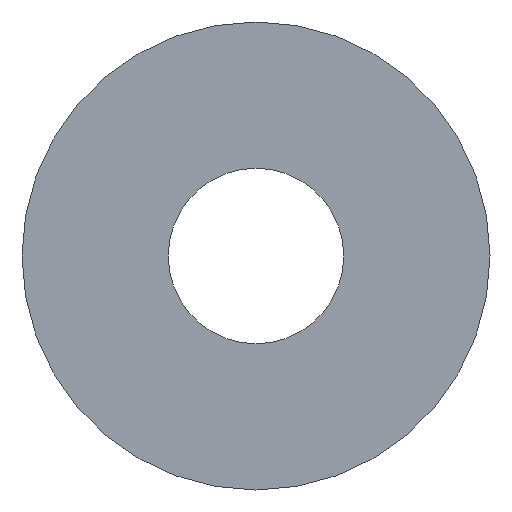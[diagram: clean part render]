
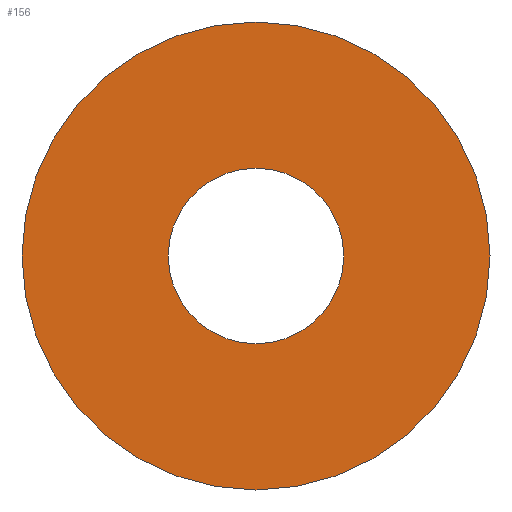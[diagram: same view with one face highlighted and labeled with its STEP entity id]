
A CAD part, left-side view. The second image highlights one B-rep face of the part: STEP entity #156.
In plain terms, the highlighted planar face has unit normal (-1, 0, 0).
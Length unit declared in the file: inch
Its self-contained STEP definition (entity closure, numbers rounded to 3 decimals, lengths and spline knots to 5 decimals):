
#2 = CIRCLE ( 'NONE', #107, 0.125 ) ;
#17 = FACE_BOUND ( 'NONE', #99, .T. ) ;
#25 = ORIENTED_EDGE ( 'NONE', *, *, #121, .T. ) ;
#29 = ORIENTED_EDGE ( 'NONE', *, *, #141, .T. ) ;
#46 = FACE_OUTER_BOUND ( 'NONE', #83, .T. ) ;
#62 = CIRCLE ( 'NONE', #140, 0.04687 ) ;
#63 = CIRCLE ( 'NONE', #124, 0.125 ) ;
#66 = ORIENTED_EDGE ( 'NONE', *, *, #117, .F. ) ;
#75 = ORIENTED_EDGE ( 'NONE', *, *, #123, .F. ) ;
#83 = EDGE_LOOP ( 'NONE', ( #75, #66 ) ) ;
#86 = CIRCLE ( 'NONE', #113, 0.04687 ) ;
#99 = EDGE_LOOP ( 'NONE', ( #29, #25 ) ) ;
#107 = AXIS2_PLACEMENT_3D ( 'NONE', #202, #200, #199 ) ;
#113 = AXIS2_PLACEMENT_3D ( 'NONE', #198, #207, #205 ) ;
#117 = EDGE_CURVE ( 'NONE', #213, #220, #2, .T. ) ;
#121 = EDGE_CURVE ( 'NONE', #224, #221, #62, .T. ) ;
#123 = EDGE_CURVE ( 'NONE', #220, #213, #63, .T. ) ;
#124 = AXIS2_PLACEMENT_3D ( 'NONE', #195, #196, #197 ) ;
#130 = AXIS2_PLACEMENT_3D ( 'NONE', #175, #172, #171 ) ;
#140 = AXIS2_PLACEMENT_3D ( 'NONE', #201, #192, #194 ) ;
#141 = EDGE_CURVE ( 'NONE', #221, #224, #86, .T. ) ;
#156 = ADVANCED_FACE ( 'NONE', ( #46, #17 ), #176, .F. ) ;
#167 = CARTESIAN_POINT ( 'NONE',  ( 0., 0., -0.04687 ) ) ;
#169 = CARTESIAN_POINT ( 'NONE',  ( 0., 0., 0.04687 ) ) ;
#171 = DIRECTION ( 'NONE',  ( 0., 0., -1. ) ) ;
#172 = DIRECTION ( 'NONE',  ( 1., 0., 0. ) ) ;
#173 = CARTESIAN_POINT ( 'NONE',  ( 0., 0., -0.125 ) ) ;
#175 = CARTESIAN_POINT ( 'NONE',  ( 0., 0., 0. ) ) ;
#176 = PLANE ( 'NONE',  #130 ) ;
#188 = CARTESIAN_POINT ( 'NONE',  ( 0., 0., 0.125 ) ) ;
#192 = DIRECTION ( 'NONE',  ( 1., 0., 0. ) ) ;
#194 = DIRECTION ( 'NONE',  ( 0., 0., -1. ) ) ;
#195 = CARTESIAN_POINT ( 'NONE',  ( 0., 0., 0. ) ) ;
#196 = DIRECTION ( 'NONE',  ( 1., 0., 0. ) ) ;
#197 = DIRECTION ( 'NONE',  ( 0., 0., -1. ) ) ;
#198 = CARTESIAN_POINT ( 'NONE',  ( 0., 0., 0. ) ) ;
#199 = DIRECTION ( 'NONE',  ( 0., 0., -1. ) ) ;
#200 = DIRECTION ( 'NONE',  ( 1., 0., 0. ) ) ;
#201 = CARTESIAN_POINT ( 'NONE',  ( 0., 0., 0. ) ) ;
#202 = CARTESIAN_POINT ( 'NONE',  ( 0., 0., 0. ) ) ;
#205 = DIRECTION ( 'NONE',  ( 0., 0., -1. ) ) ;
#207 = DIRECTION ( 'NONE',  ( 1., 0., 0. ) ) ;
#213 = VERTEX_POINT ( 'NONE', #173 ) ;
#220 = VERTEX_POINT ( 'NONE', #188 ) ;
#221 = VERTEX_POINT ( 'NONE', #169 ) ;
#224 = VERTEX_POINT ( 'NONE', #167 ) ;
